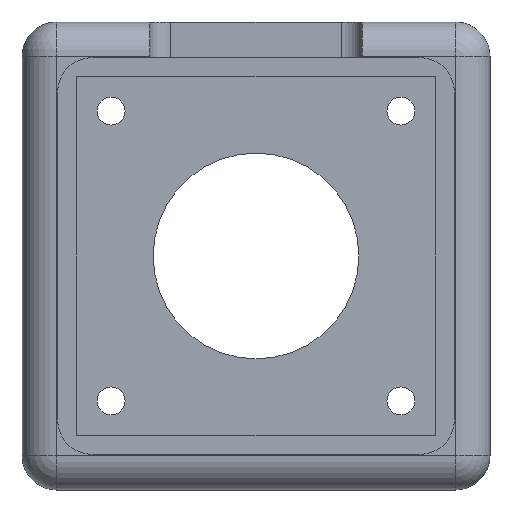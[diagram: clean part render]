
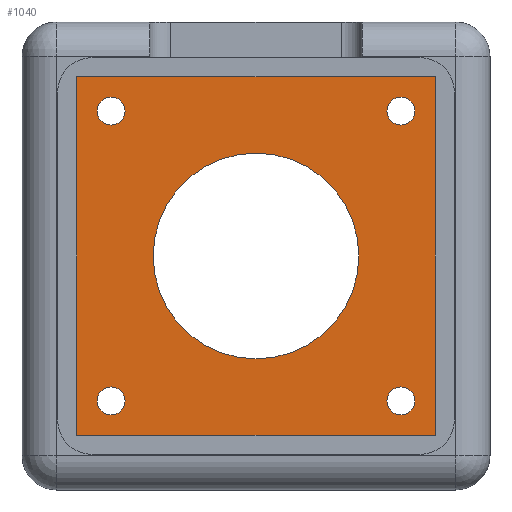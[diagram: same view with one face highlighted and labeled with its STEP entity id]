
A CAD part, front view. The second image highlights one B-rep face of the part: STEP entity #1040.
In plain terms, the highlighted planar face has unit normal (0, -1, 0).
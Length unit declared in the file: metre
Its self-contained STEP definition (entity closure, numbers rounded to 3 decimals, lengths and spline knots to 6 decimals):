
#65=CIRCLE('',#1132,0.011);
#66=CIRCLE('',#1133,0.0015);
#67=CIRCLE('',#1134,0.0015);
#68=CIRCLE('',#1135,0.0015);
#69=CIRCLE('',#1136,0.0015);
#207=ORIENTED_EDGE('',*,*,#486,.T.);
#208=ORIENTED_EDGE('',*,*,#487,.T.);
#209=ORIENTED_EDGE('',*,*,#488,.T.);
#210=ORIENTED_EDGE('',*,*,#489,.T.);
#211=ORIENTED_EDGE('',*,*,#490,.T.);
#212=ORIENTED_EDGE('',*,*,#461,.F.);
#213=ORIENTED_EDGE('',*,*,#405,.T.);
#214=ORIENTED_EDGE('',*,*,#464,.T.);
#215=ORIENTED_EDGE('',*,*,#463,.F.);
#405=EDGE_CURVE('',#553,#552,#646,.T.);
#461=EDGE_CURVE('',#553,#599,#692,.T.);
#463=EDGE_CURVE('',#599,#600,#694,.T.);
#464=EDGE_CURVE('',#552,#600,#695,.T.);
#486=EDGE_CURVE('',#622,#622,#65,.F.);
#487=EDGE_CURVE('',#623,#623,#66,.F.);
#488=EDGE_CURVE('',#624,#624,#67,.F.);
#489=EDGE_CURVE('',#625,#625,#68,.F.);
#490=EDGE_CURVE('',#626,#626,#69,.F.);
#552=VERTEX_POINT('',#1560);
#553=VERTEX_POINT('',#1562);
#599=VERTEX_POINT('',#1670);
#600=VERTEX_POINT('',#1674);
#622=VERTEX_POINT('',#1726);
#623=VERTEX_POINT('',#1728);
#624=VERTEX_POINT('',#1730);
#625=VERTEX_POINT('',#1732);
#626=VERTEX_POINT('',#1734);
#646=LINE('',#1561,#737);
#692=LINE('',#1671,#783);
#694=LINE('',#1675,#785);
#695=LINE('',#1677,#786);
#737=VECTOR('',#1230,1.);
#783=VECTOR('',#1310,1.);
#785=VECTOR('',#1314,1.);
#786=VECTOR('',#1317,1.);
#844=EDGE_LOOP('',(#207));
#845=EDGE_LOOP('',(#208));
#846=EDGE_LOOP('',(#209));
#847=EDGE_LOOP('',(#210));
#848=EDGE_LOOP('',(#211));
#849=EDGE_LOOP('',(#212,#213,#214,#215));
#933=FACE_BOUND('',#844,.T.);
#934=FACE_BOUND('',#845,.T.);
#935=FACE_BOUND('',#846,.T.);
#936=FACE_BOUND('',#847,.T.);
#937=FACE_BOUND('',#848,.T.);
#938=FACE_BOUND('',#849,.T.);
#1014=PLANE('',#1131);
#1040=ADVANCED_FACE('',(#933,#934,#935,#936,#937,#938),#1014,.T.);
#1131=AXIS2_PLACEMENT_3D('',#1724,#1352,#1353);
#1132=AXIS2_PLACEMENT_3D('',#1725,#1354,#1355);
#1133=AXIS2_PLACEMENT_3D('',#1727,#1356,#1357);
#1134=AXIS2_PLACEMENT_3D('',#1729,#1358,#1359);
#1135=AXIS2_PLACEMENT_3D('',#1731,#1360,#1361);
#1136=AXIS2_PLACEMENT_3D('',#1733,#1362,#1363);
#1230=DIRECTION('',(-1.,0.,0.));
#1310=DIRECTION('',(0.,0.,-1.));
#1314=DIRECTION('',(-1.,0.,0.));
#1317=DIRECTION('',(0.,0.,-1.));
#1352=DIRECTION('',(0.,-1.,0.));
#1353=DIRECTION('',(1.,0.,0.));
#1354=DIRECTION('',(0.,-1.,0.));
#1355=DIRECTION('',(0.,0.,-1.));
#1356=DIRECTION('',(0.,-1.,0.));
#1357=DIRECTION('',(0.,0.,-1.));
#1358=DIRECTION('',(0.,-1.,0.));
#1359=DIRECTION('',(0.,0.,-1.));
#1360=DIRECTION('',(0.,-1.,0.));
#1361=DIRECTION('',(0.,0.,-1.));
#1362=DIRECTION('',(0.,-1.,0.));
#1363=DIRECTION('',(0.,0.,-1.));
#1560=CARTESIAN_POINT('',(0.00381,-0.00381,0.046228));
#1561=CARTESIAN_POINT('',(0.025019,-0.00381,0.046228));
#1562=CARTESIAN_POINT('',(0.046228,-0.00381,0.046228));
#1670=CARTESIAN_POINT('',(0.046228,-0.00381,0.00381));
#1671=CARTESIAN_POINT('',(0.046228,-0.00381,0.025019));
#1674=CARTESIAN_POINT('',(0.00381,-0.00381,0.00381));
#1675=CARTESIAN_POINT('',(0.025019,-0.00381,0.00381));
#1677=CARTESIAN_POINT('',(0.00381,-0.00381,0.025019));
#1724=CARTESIAN_POINT('',(0.025019,-0.00381,0.025019));
#1725=CARTESIAN_POINT('',(0.025019,-0.00381,0.025019));
#1726=CARTESIAN_POINT('',(0.025019,-0.00381,0.014019));
#1727=CARTESIAN_POINT('',(0.040519,-0.00381,0.009519));
#1728=CARTESIAN_POINT('',(0.040519,-0.00381,0.008019));
#1729=CARTESIAN_POINT('',(0.009519,-0.00381,0.009519));
#1730=CARTESIAN_POINT('',(0.009519,-0.00381,0.008019));
#1731=CARTESIAN_POINT('',(0.009519,-0.00381,0.040519));
#1732=CARTESIAN_POINT('',(0.009519,-0.00381,0.039019));
#1733=CARTESIAN_POINT('',(0.040519,-0.00381,0.040519));
#1734=CARTESIAN_POINT('',(0.040519,-0.00381,0.039019));
